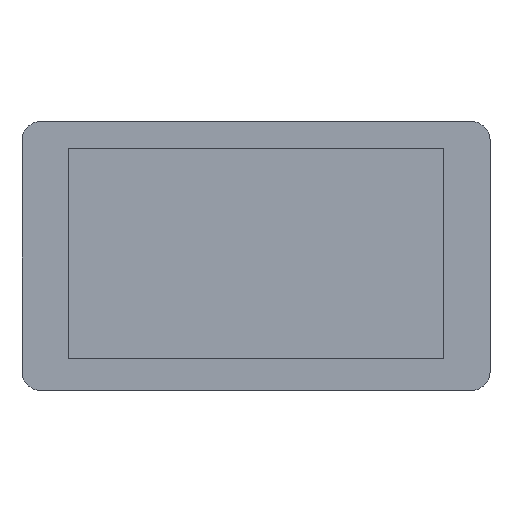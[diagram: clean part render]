
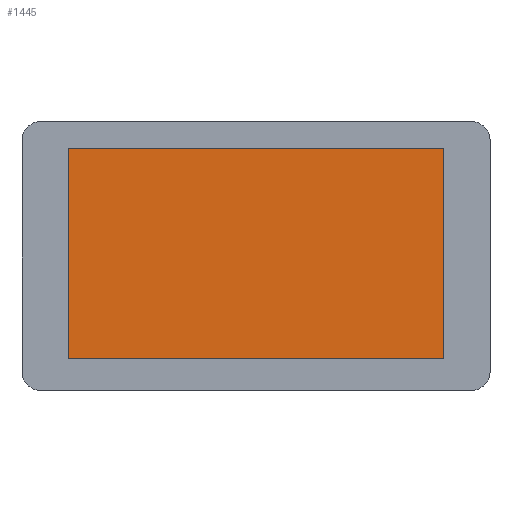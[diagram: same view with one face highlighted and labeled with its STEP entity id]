
A CAD part, top view. The second image highlights one B-rep face of the part: STEP entity #1445.
In plain terms, the highlighted planar face has unit normal (0, 0, 1).
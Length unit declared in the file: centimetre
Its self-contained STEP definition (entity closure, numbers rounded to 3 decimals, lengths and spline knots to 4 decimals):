
#92=FACE_OUTER_BOUND('',#187,.T.);
#187=EDGE_LOOP('',(#1004,#1005,#1006,#1007));
#336=LINE('',#2151,#503);
#337=LINE('',#2153,#504);
#338=LINE('',#2155,#505);
#339=LINE('',#2156,#506);
#503=VECTOR('',#1707,1.);
#504=VECTOR('',#1708,1.);
#505=VECTOR('',#1709,1.);
#506=VECTOR('',#1710,1.);
#668=VERTEX_POINT('',#2149);
#669=VERTEX_POINT('',#2150);
#670=VERTEX_POINT('',#2152);
#671=VERTEX_POINT('',#2154);
#806=EDGE_CURVE('',#668,#669,#336,.T.);
#807=EDGE_CURVE('',#670,#668,#337,.T.);
#808=EDGE_CURVE('',#671,#670,#338,.T.);
#809=EDGE_CURVE('',#669,#671,#339,.T.);
#1004=ORIENTED_EDGE('',*,*,#806,.F.);
#1005=ORIENTED_EDGE('',*,*,#807,.F.);
#1006=ORIENTED_EDGE('',*,*,#808,.F.);
#1007=ORIENTED_EDGE('',*,*,#809,.F.);
#1347=PLANE('',#1535);
#1445=ADVANCED_FACE('',(#92),#1347,.T.);
#1535=AXIS2_PLACEMENT_3D('',#2148,#1705,#1706);
#1705=DIRECTION('center_axis',(0.,0.,1.));
#1706=DIRECTION('ref_axis',(1.,0.,0.));
#1707=DIRECTION('',(0.,1.,0.));
#1708=DIRECTION('',(-1.,0.,0.));
#1709=DIRECTION('',(0.,-1.,0.));
#1710=DIRECTION('',(1.,0.,0.));
#2148=CARTESIAN_POINT('Origin',(9.648,5.538,0.08));
#2149=CARTESIAN_POINT('',(1.904,1.303,0.08));
#2150=CARTESIAN_POINT('',(1.904,9.975,0.08));
#2151=CARTESIAN_POINT('',(1.904,7.7565,0.08));
#2152=CARTESIAN_POINT('',(17.392,1.303,0.08));
#2153=CARTESIAN_POINT('',(5.776,1.303,0.08));
#2154=CARTESIAN_POINT('',(17.392,9.975,0.08));
#2155=CARTESIAN_POINT('',(17.392,3.4205,0.08));
#2156=CARTESIAN_POINT('',(13.52,9.975,0.08));
